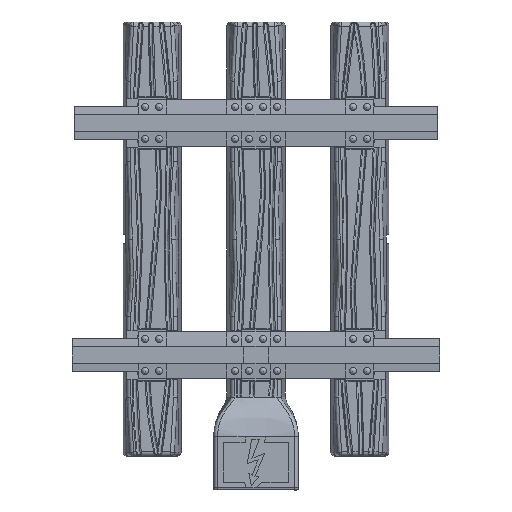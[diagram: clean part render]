
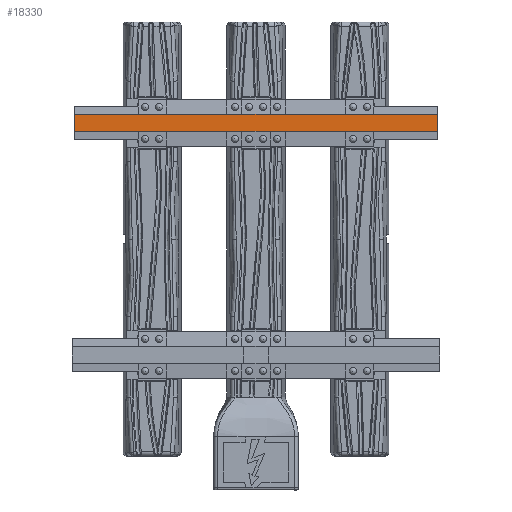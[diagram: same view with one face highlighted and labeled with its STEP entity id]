
A CAD part, top view. The second image highlights one B-rep face of the part: STEP entity #18330.
In plain terms, the highlighted planar face has unit normal (0, 0, 1).
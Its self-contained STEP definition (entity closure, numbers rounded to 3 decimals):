
#2067=FACE_OUTER_BOUND('',#3139,.T.);
#3139=EDGE_LOOP('',(#16016,#16017,#16018,#16019));
#4800=LINE('',#48697,#6509);
#4801=LINE('',#48700,#6510);
#4802=LINE('',#48702,#6511);
#4803=LINE('',#48703,#6512);
#6509=VECTOR('',#23333,10.);
#6510=VECTOR('',#23336,10.);
#6511=VECTOR('',#23337,10.);
#6512=VECTOR('',#23338,10.);
#8562=VERTEX_POINT('',#48693);
#8563=VERTEX_POINT('',#48695);
#8564=VERTEX_POINT('',#48699);
#8565=VERTEX_POINT('',#48701);
#11091=EDGE_CURVE('',#8562,#8563,#4800,.T.);
#11092=EDGE_CURVE('',#8562,#8564,#4801,.T.);
#11093=EDGE_CURVE('',#8565,#8563,#4802,.T.);
#11094=EDGE_CURVE('',#8564,#8565,#4803,.T.);
#16016=ORIENTED_EDGE('',*,*,#11092,.F.);
#16017=ORIENTED_EDGE('',*,*,#11091,.T.);
#16018=ORIENTED_EDGE('',*,*,#11093,.F.);
#16019=ORIENTED_EDGE('',*,*,#11094,.F.);
#17422=PLANE('',#19645);
#18330=ADVANCED_FACE('',(#2067),#17422,.T.);
#19645=AXIS2_PLACEMENT_3D('',#48698,#23334,#23335);
#23333=DIRECTION('',(1.,0.,0.));
#23334=DIRECTION('center_axis',(0.,0.,1.));
#23335=DIRECTION('ref_axis',(0.,-1.,0.));
#23336=DIRECTION('',(0.,1.,0.));
#23337=DIRECTION('',(0.,-1.,0.));
#23338=DIRECTION('',(1.,0.,0.));
#48693=CARTESIAN_POINT('',(0.,1.75,8.5));
#48695=CARTESIAN_POINT('',(75.,1.75,8.5));
#48697=CARTESIAN_POINT('',(0.,1.75,8.5));
#48698=CARTESIAN_POINT('Origin',(0.,5.25,8.5));
#48699=CARTESIAN_POINT('',(0.,5.25,8.5));
#48700=CARTESIAN_POINT('',(0.,3.5,8.5));
#48701=CARTESIAN_POINT('',(75.,5.25,8.5));
#48702=CARTESIAN_POINT('',(75.,3.5,8.5));
#48703=CARTESIAN_POINT('',(0.,5.25,8.5));
